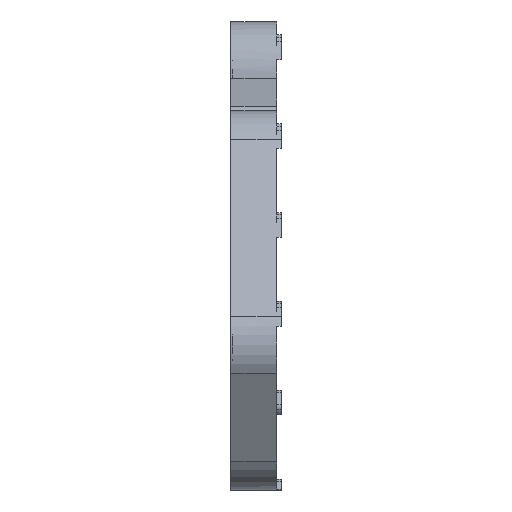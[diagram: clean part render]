
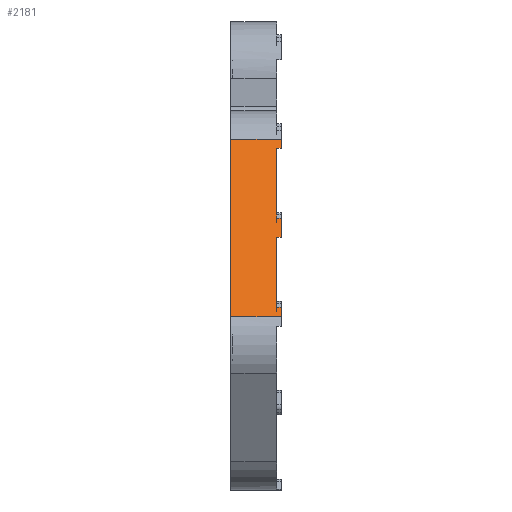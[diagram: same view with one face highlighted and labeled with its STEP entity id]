
A CAD part, left-side view. The second image highlights one B-rep face of the part: STEP entity #2181.
In plain terms, the highlighted planar face has unit normal (-0.866, 0, 0.5).
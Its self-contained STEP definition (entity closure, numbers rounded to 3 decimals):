
#235=FACE_OUTER_BOUND('',#9328,.T.);
#2181=ADVANCED_FACE('',(#235),#3542,.T.);
#3542=PLANE('',#26586);
#4239=LINE('',#36810,#6432);
#4402=LINE('',#38258,#6595);
#4403=LINE('',#38261,#6596);
#4420=LINE('',#38298,#6613);
#4421=LINE('',#38301,#6614);
#4465=LINE('',#38414,#6658);
#4580=LINE('',#38753,#6773);
#4581=LINE('',#38754,#6774);
#4582=LINE('',#38755,#6775);
#4583=LINE('',#38757,#6776);
#4584=LINE('',#38759,#6777);
#4585=LINE('',#38760,#6778);
#4586=LINE('',#38762,#6779);
#4587=LINE('',#38764,#6780);
#6432=VECTOR('',#28876,1.);
#6595=VECTOR('',#30159,1.);
#6596=VECTOR('',#30160,1.);
#6613=VECTOR('',#30199,1.);
#6614=VECTOR('',#30200,1.);
#6658=VECTOR('',#30274,1.);
#6773=VECTOR('',#30601,1.);
#6774=VECTOR('',#30602,1.);
#6775=VECTOR('',#30603,1.);
#6776=VECTOR('',#30604,1.);
#6777=VECTOR('',#30605,1.);
#6778=VECTOR('',#30606,1.);
#6779=VECTOR('',#30607,1.);
#6780=VECTOR('',#30608,1.);
#9328=EDGE_LOOP('',(#11959,#11960,#11961,#11962,#11963,#11964,#11965,#11966,
#11967,#11968,#11969,#11970,#11971,#11972));
#11959=ORIENTED_EDGE('',*,*,#20731,.F.);
#11960=ORIENTED_EDGE('',*,*,#21673,.T.);
#11961=ORIENTED_EDGE('',*,*,#21482,.T.);
#11962=ORIENTED_EDGE('',*,*,#21674,.F.);
#11963=ORIENTED_EDGE('',*,*,#21427,.F.);
#11964=ORIENTED_EDGE('',*,*,#21426,.F.);
#11965=ORIENTED_EDGE('',*,*,#21675,.T.);
#11966=ORIENTED_EDGE('',*,*,#21676,.T.);
#11967=ORIENTED_EDGE('',*,*,#21677,.T.);
#11968=ORIENTED_EDGE('',*,*,#21403,.F.);
#11969=ORIENTED_EDGE('',*,*,#21402,.F.);
#11970=ORIENTED_EDGE('',*,*,#21678,.T.);
#11971=ORIENTED_EDGE('',*,*,#21679,.T.);
#11972=ORIENTED_EDGE('',*,*,#21680,.T.);
#18311=VERTEX_POINT('',#36809);
#18312=VERTEX_POINT('',#36811);
#18945=VERTEX_POINT('',#38259);
#18946=VERTEX_POINT('',#38260);
#18947=VERTEX_POINT('',#38262);
#18956=VERTEX_POINT('',#38299);
#18957=VERTEX_POINT('',#38300);
#18958=VERTEX_POINT('',#38302);
#19004=VERTEX_POINT('',#38415);
#19005=VERTEX_POINT('',#38416);
#19118=VERTEX_POINT('',#38756);
#19119=VERTEX_POINT('',#38758);
#19120=VERTEX_POINT('',#38761);
#19121=VERTEX_POINT('',#38763);
#20731=EDGE_CURVE('',#18311,#18312,#4239,.T.);
#21402=EDGE_CURVE('',#18945,#18946,#4402,.T.);
#21403=EDGE_CURVE('',#18946,#18947,#4403,.T.);
#21426=EDGE_CURVE('',#18956,#18957,#4420,.T.);
#21427=EDGE_CURVE('',#18957,#18958,#4421,.T.);
#21482=EDGE_CURVE('',#19004,#19005,#4465,.T.);
#21673=EDGE_CURVE('',#18311,#19004,#4580,.T.);
#21674=EDGE_CURVE('',#18958,#19005,#4581,.T.);
#21675=EDGE_CURVE('',#18956,#19118,#4582,.T.);
#21676=EDGE_CURVE('',#19118,#19119,#4583,.T.);
#21677=EDGE_CURVE('',#19119,#18947,#4584,.T.);
#21678=EDGE_CURVE('',#18945,#19120,#4585,.T.);
#21679=EDGE_CURVE('',#19120,#19121,#4586,.T.);
#21680=EDGE_CURVE('',#19121,#18312,#4587,.T.);
#26586=AXIS2_PLACEMENT_3D('',#38765,#30609,#30610);
#28876=DIRECTION('',(0.5,0.,0.866));
#30159=DIRECTION('',(-0.5,0.,-0.866));
#30160=DIRECTION('',(-0.5,0.,-0.866));
#30199=DIRECTION('',(-0.5,0.,-0.866));
#30200=DIRECTION('',(-0.5,0.,-0.866));
#30274=DIRECTION('',(0.5,0.,0.866));
#30601=DIRECTION('',(0.,-1.,0.));
#30602=DIRECTION('',(0.,-1.,0.));
#30603=DIRECTION('',(0.,-1.,0.));
#30604=DIRECTION('',(0.5,0.,0.866));
#30605=DIRECTION('',(0.,1.,0.));
#30606=DIRECTION('',(0.,-1.,0.));
#30607=DIRECTION('',(0.5,0.,0.866));
#30608=DIRECTION('',(0.,1.,0.));
#30609=DIRECTION('',(-0.866,0.,0.5));
#30610=DIRECTION('',(-0.5,0.,-0.866));
#36809=CARTESIAN_POINT('',(-46.809,-25.,37.204));
#36810=CARTESIAN_POINT('',(-46.809,-25.,37.204));
#36811=CARTESIAN_POINT('',(-24.509,-25.,75.829));
#38258=CARTESIAN_POINT('',(-29.867,-35.,66.548));
#38259=CARTESIAN_POINT('',(-25.695,-35.,73.774));
#38260=CARTESIAN_POINT('',(-34.039,-35.,59.321));
#38261=CARTESIAN_POINT('',(-35.659,-35.,56.517));
#38262=CARTESIAN_POINT('',(-34.474,-35.,58.569));
#38298=CARTESIAN_POINT('',(-35.659,-35.,56.517));
#38299=CARTESIAN_POINT('',(-36.845,-35.,54.462));
#38300=CARTESIAN_POINT('',(-37.29,-35.,53.691));
#38301=CARTESIAN_POINT('',(-41.457,-35.,46.474));
#38302=CARTESIAN_POINT('',(-45.624,-35.,39.256));
#38414=CARTESIAN_POINT('',(-47.019,-36.,36.84));
#38415=CARTESIAN_POINT('',(-46.809,-36.,37.204));
#38416=CARTESIAN_POINT('',(-45.624,-36.,39.256));
#38753=CARTESIAN_POINT('',(-46.809,-23.,37.204));
#38754=CARTESIAN_POINT('',(-45.624,-36.,39.256));
#38755=CARTESIAN_POINT('',(-36.845,-23.,54.462));
#38756=CARTESIAN_POINT('',(-36.845,-36.,54.462));
#38757=CARTESIAN_POINT('',(-35.659,-36.,56.517));
#38758=CARTESIAN_POINT('',(-34.474,-36.,58.569));
#38759=CARTESIAN_POINT('',(-34.474,-23.,58.569));
#38760=CARTESIAN_POINT('',(-25.695,-35.,73.774));
#38761=CARTESIAN_POINT('',(-25.695,-36.,73.774));
#38762=CARTESIAN_POINT('',(-23.752,-36.,77.14));
#38763=CARTESIAN_POINT('',(-24.509,-36.,75.829));
#38764=CARTESIAN_POINT('',(-24.509,-23.,75.829));
#38765=CARTESIAN_POINT('',(-35.659,-23.,56.517));
